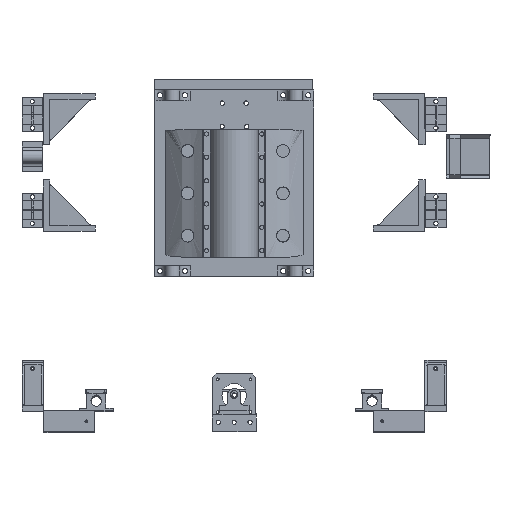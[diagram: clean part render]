
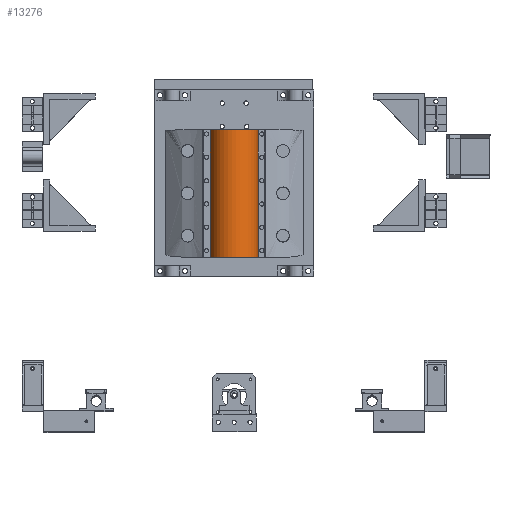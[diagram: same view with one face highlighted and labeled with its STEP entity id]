
A CAD part, top view. The second image highlights one B-rep face of the part: STEP entity #13276.
In plain terms, the highlighted cylindrical face has radius 22.812 mm (diameter 45.624 mm), a partial arc.
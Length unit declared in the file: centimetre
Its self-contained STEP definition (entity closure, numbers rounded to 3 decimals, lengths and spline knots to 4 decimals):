
#1506=FACE_OUTER_BOUND('',#2407,.T.);
#2407=EDGE_LOOP('',(#11318,#11319,#11320,#11321));
#3072=CIRCLE('',#14734,2.2812);
#3077=CIRCLE('',#14742,2.2812);
#4072=LINE('',#23067,#5278);
#4073=LINE('',#23068,#5279);
#5278=VECTOR('',#17735,1.);
#5279=VECTOR('',#17736,1.);
#6576=VERTEX_POINT('',#22958);
#6577=VERTEX_POINT('',#22960);
#6588=VERTEX_POINT('',#22989);
#6589=VERTEX_POINT('',#22991);
#8204=EDGE_CURVE('',#6577,#6576,#3072,.T.);
#8220=EDGE_CURVE('',#6588,#6589,#3077,.T.);
#8258=EDGE_CURVE('',#6589,#6576,#4072,.T.);
#8259=EDGE_CURVE('',#6588,#6577,#4073,.T.);
#11318=ORIENTED_EDGE('',*,*,#8204,.T.);
#11319=ORIENTED_EDGE('',*,*,#8258,.F.);
#11320=ORIENTED_EDGE('',*,*,#8220,.F.);
#11321=ORIENTED_EDGE('',*,*,#8259,.T.);
#12750=CYLINDRICAL_SURFACE('',#14779,2.2812);
#13276=ADVANCED_FACE('',(#1506),#12750,.T.);
#14734=AXIS2_PLACEMENT_3D('',#22961,#17619,#17620);
#14742=AXIS2_PLACEMENT_3D('',#22992,#17646,#17647);
#14779=AXIS2_PLACEMENT_3D('',#23066,#17733,#17734);
#17619=DIRECTION('center_axis',(0.,1.,0.));
#17620=DIRECTION('ref_axis',(1.,0.,0.));
#17646=DIRECTION('center_axis',(0.,1.,0.));
#17647=DIRECTION('ref_axis',(1.,0.,0.));
#17733=DIRECTION('center_axis',(0.,-1.,0.));
#17734=DIRECTION('ref_axis',(1.,0.,0.));
#17735=DIRECTION('',(0.,-1.,0.));
#17736=DIRECTION('',(0.,-1.,0.));
#22958=CARTESIAN_POINT('',(2.2709,16.5379,-15.7832));
#22960=CARTESIAN_POINT('',(-2.2709,16.5379,-15.7832));
#22961=CARTESIAN_POINT('Origin',(0.,16.5379,-16.));
#22989=CARTESIAN_POINT('',(-2.2709,28.5379,-15.7832));
#22991=CARTESIAN_POINT('',(2.2709,28.5379,-15.7832));
#22992=CARTESIAN_POINT('Origin',(0.,28.5379,-16.));
#23066=CARTESIAN_POINT('Origin',(0.,19.5379,-16.));
#23067=CARTESIAN_POINT('',(2.2709,19.5379,-15.7832));
#23068=CARTESIAN_POINT('',(-2.2709,19.5379,-15.7832));
